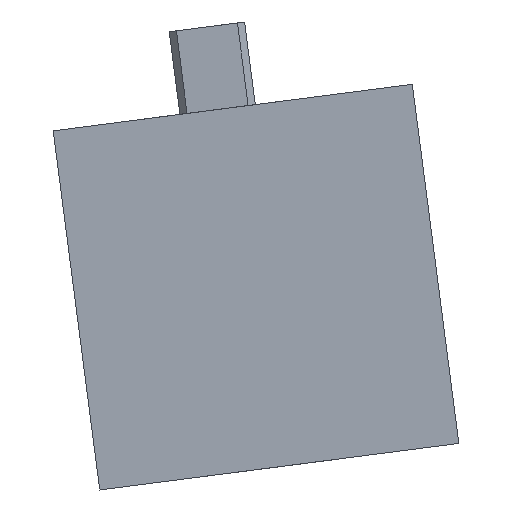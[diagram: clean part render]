
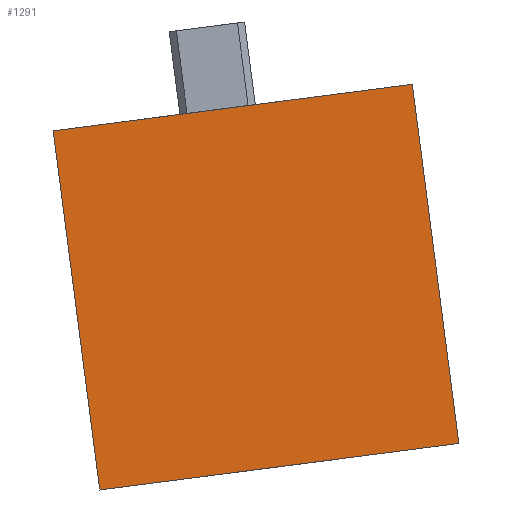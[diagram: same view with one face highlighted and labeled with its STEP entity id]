
A CAD part, front view. The second image highlights one B-rep face of the part: STEP entity #1291.
In plain terms, the highlighted planar face has unit normal (0, -1, 0).
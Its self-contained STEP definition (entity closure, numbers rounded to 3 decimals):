
#281=FACE_OUTER_BOUND('',#385,.T.);
#385=EDGE_LOOP('',(#1044,#1045,#1046,#1047));
#497=LINE('',#2070,#598);
#501=LINE('',#2078,#602);
#504=LINE('',#2084,#605);
#507=LINE('',#2089,#608);
#598=VECTOR('',#1658,200.);
#602=VECTOR('',#1664,200.);
#605=VECTOR('',#1669,200.);
#608=VECTOR('',#1674,200.);
#703=VERTEX_POINT('',#2068);
#704=VERTEX_POINT('',#2069);
#707=VERTEX_POINT('',#2077);
#709=VERTEX_POINT('',#2083);
#825=EDGE_CURVE('',#703,#704,#497,.T.);
#829=EDGE_CURVE('',#707,#703,#501,.T.);
#832=EDGE_CURVE('',#709,#707,#504,.T.);
#835=EDGE_CURVE('',#704,#709,#507,.T.);
#1044=ORIENTED_EDGE('',*,*,#835,.F.);
#1045=ORIENTED_EDGE('',*,*,#825,.F.);
#1046=ORIENTED_EDGE('',*,*,#829,.F.);
#1047=ORIENTED_EDGE('',*,*,#832,.F.);
#1223=PLANE('',#1411);
#1291=ADVANCED_FACE('',(#281),#1223,.T.);
#1411=AXIS2_PLACEMENT_3D('',#2092,#1678,#1679);
#1658=DIRECTION('',(0.,0.,-1.));
#1664=DIRECTION('',(1.,0.,0.));
#1669=DIRECTION('',(0.,0.,1.));
#1674=DIRECTION('',(-1.,0.,0.));
#1678=DIRECTION('center_axis',(0.,-1.,0.));
#1679=DIRECTION('ref_axis',(0.,0.,-1.));
#2068=CARTESIAN_POINT('',(100.,0.,100.));
#2069=CARTESIAN_POINT('',(100.,0.,-100.));
#2070=CARTESIAN_POINT('',(100.,0.,100.));
#2077=CARTESIAN_POINT('',(-100.,0.,100.));
#2078=CARTESIAN_POINT('',(-100.,0.,100.));
#2083=CARTESIAN_POINT('',(-100.,0.,-100.));
#2084=CARTESIAN_POINT('',(-100.,0.,-100.));
#2089=CARTESIAN_POINT('',(100.,0.,-100.));
#2092=CARTESIAN_POINT('Origin',(0.,0.,0.));
